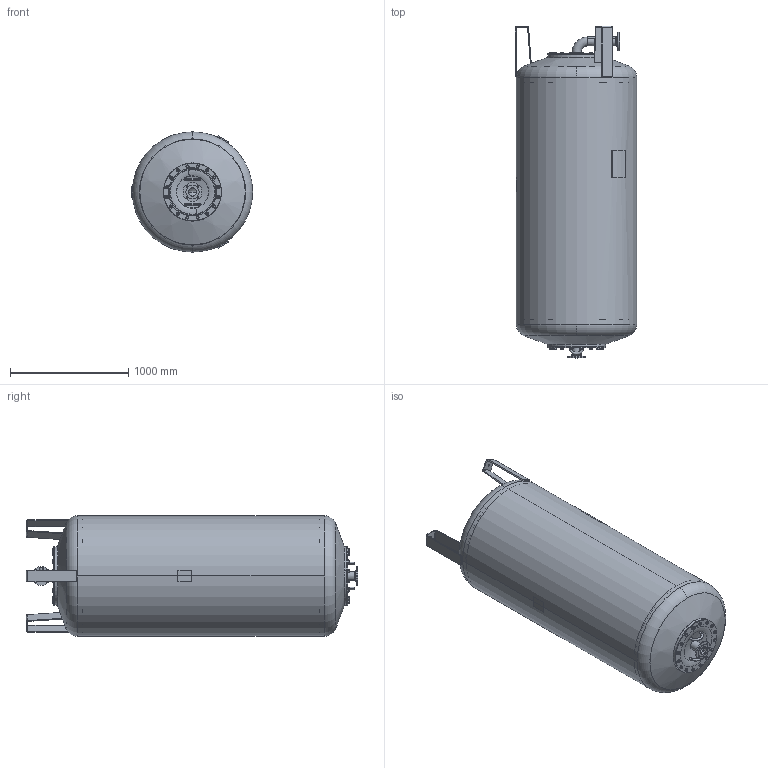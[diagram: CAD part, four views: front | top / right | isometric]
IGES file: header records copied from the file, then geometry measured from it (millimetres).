
Global section: file name: No Iges File Name specified; native system: Autodesk Inventor 2009; preprocessor: AutoDesk Inventor Iges Exporter R2009; author: CADJOBServer; date: 20100202.161521; units: millimetre
Bounding box: 1024.79 x 2802.15 x 1016 mm (x, y, z)
Volume: 55869913.6 mm3; surface area: 18488317.5 mm2
Topology: 71 solids, 71 shells, 1692 faces, 3896 edges, 2499 vertices
Faces by surface type: plane 657, bspline 354, revolution 242, cone 232, cylinder 181, torus 22, sphere 4
